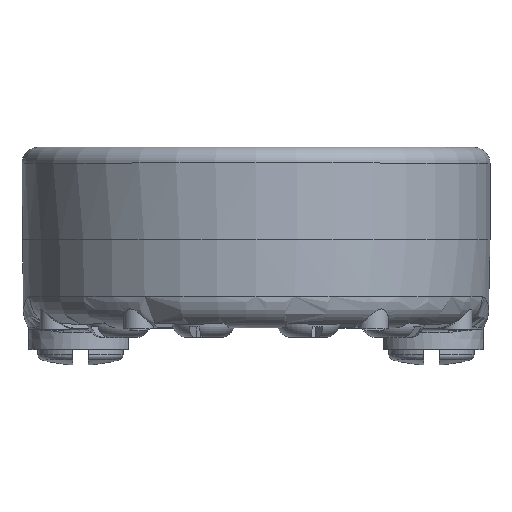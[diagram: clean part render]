
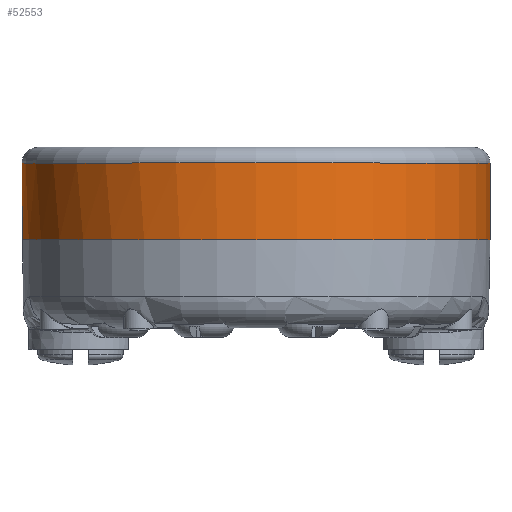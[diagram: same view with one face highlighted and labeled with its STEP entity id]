
A CAD part, top view. The second image highlights one B-rep face of the part: STEP entity #52553.
In plain terms, the highlighted cylindrical face has radius 22 mm (diameter 44 mm), a full revolution.
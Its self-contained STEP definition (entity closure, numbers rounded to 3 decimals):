
#1579=CIRCLE('',#76034,22.);
#1700=CIRCLE('',#76356,22.);
#2882=CYLINDRICAL_SURFACE('',#76355,22.);
#8336=ORIENTED_EDGE('',*,*,#21155,.T.);
#8337=ORIENTED_EDGE('',*,*,#21719,.T.);
#21155=EDGE_CURVE('',#28264,#28264,#1579,.F.);
#21719=EDGE_CURVE('',#28741,#28741,#1700,.T.);
#28264=VERTEX_POINT('',#99822);
#28741=VERTEX_POINT('',#102943);
#43771=EDGE_LOOP('',(#8336));
#43772=EDGE_LOOP('',(#8337));
#47225=FACE_BOUND('',#43771,.T.);
#47226=FACE_BOUND('',#43772,.T.);
#52553=ADVANCED_FACE('',(#47225,#47226),#2882,.T.);
#76034=AXIS2_PLACEMENT_3D('',#99821,#83321,#83322);
#76355=AXIS2_PLACEMENT_3D('',#102941,#84165,#84166);
#76356=AXIS2_PLACEMENT_3D('',#102942,#84167,#84168);
#83321=DIRECTION('',(0.,1.,0.));
#83322=DIRECTION('',(0.,0.,1.));
#84165=DIRECTION('',(0.,1.,0.));
#84166=DIRECTION('',(0.,0.,1.));
#84167=DIRECTION('',(0.,1.,0.));
#84168=DIRECTION('',(1.,0.,0.));
#99821=CARTESIAN_POINT('',(0.,8.6,0.));
#99822=CARTESIAN_POINT('',(0.,8.6,22.));
#102941=CARTESIAN_POINT('',(0.,1.4,0.));
#102942=CARTESIAN_POINT('',(0.,1.4,0.));
#102943=CARTESIAN_POINT('',(22.,1.4,0.));
